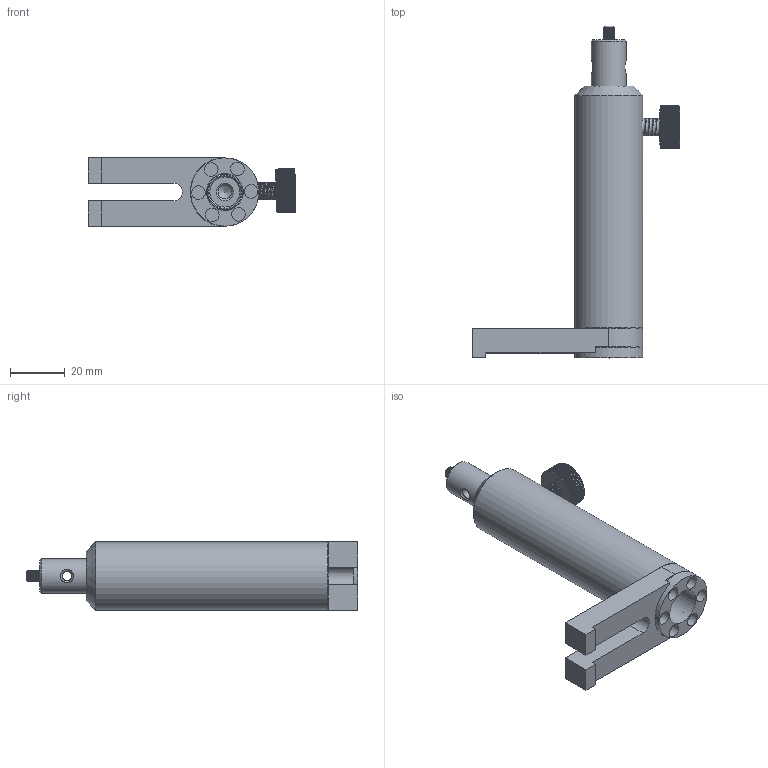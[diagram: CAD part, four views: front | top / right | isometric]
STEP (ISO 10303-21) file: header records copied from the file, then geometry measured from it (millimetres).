
FILE_DESCRIPTION(/* description */ (''),/* implementation_level */ '2;1');
FILE_NAME(/* name */ '08-MPHR100.stp',/* time_stamp */ '2023-09-26T10:58:20+03:00',/* author */ ('Admin'),/* organization */ (''),/* preprocessor_version */ 'ST-DEVELOPER v18',/* originating_system */ 'Autodesk Inventor 2020',/* authorisation */ '');
FILE_SCHEMA (('AUTOMOTIVE_DESIGN { 1 0 10303 214 3 1 1 }'));
Length unit declared in the file: millimetre
Products named in the file (10): 08-UPH30-75; 08-UPH - рейтер-05; 08-UPH - втулка основание; 08-UPH - ножка вращающаяся; Стопорный винт 
М6 с латунным наконечником; Винт 912 М6х1
4; Ручка винта 
912 М6 на клей; 08-ATR- в сборе; СТОЙКА 15  отвМ6
-03; Винт М4х12
Assembly tree (9 placements, depth 3):
  08-UPH30-75
    08-UPH - рейтер-05
    08-UPH - втулка основание
    08-UPH - ножка вращающаяся
    Стопорный винт 
М6 с латунным наконечником
      Винт 912 М6х1
4
      Ручка винта 
912 М6 на клей
    08-ATR- в сборе
      СТОЙКА 15  отвМ6
-03
      Винт М4х12
Bounding box: 75.99 x 121.5 x 25 mm (x, y, z)
Volume: 55728.4 mm3; surface area: 25872.2 mm2
Topology: 8 solids, 8 shells, 579 faces, 1652 edges, 1104 vertices
Faces by surface type: plane 366, cylinder 190, cone 18, bspline 4, torus 1
Full cylindrical faces by diameter (mm): 2.5 x2, 3.242 x1, 3.5 x1, 4 x27, 4.134 x1, 4.917 x1, 5 x6, 6 x30, 9.83 x1, 9.9 x1, 12.7 x1, 13.5 x1, 17.4 x1, 18 x1, 19 x1, 20 x1, 20.4 x1, 20.5 x1, 23 x1, 25 x2
Entity records: 27617 total; most frequent: CARTESIAN_POINT 12577, ORIENTED_EDGE 3298, DIRECTION 2832, EDGE_CURVE 1649, VERTEX_POINT 1104, LINE 1000, VECTOR 1000, AXIS2_PLACEMENT_3D 916
